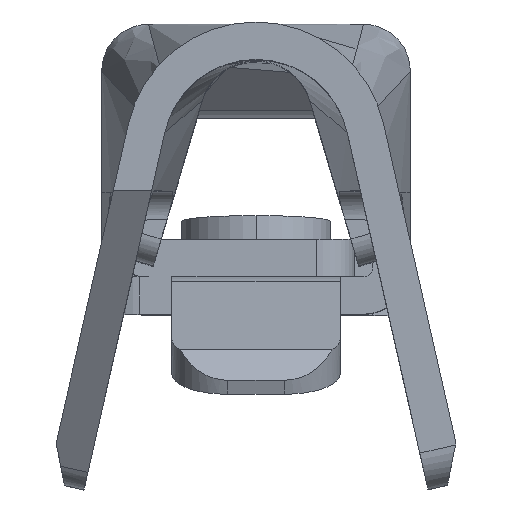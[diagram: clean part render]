
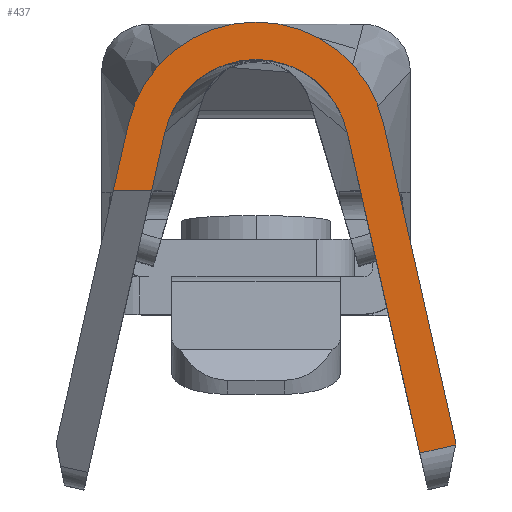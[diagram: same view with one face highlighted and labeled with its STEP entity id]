
A CAD part, top view. The second image highlights one B-rep face of the part: STEP entity #437.
In plain terms, the highlighted planar face has unit normal (0, 0, 1).
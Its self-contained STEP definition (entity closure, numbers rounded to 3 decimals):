
#36=CARTESIAN_POINT('',(-6.512,0.185,11.55));
#37=VERTEX_POINT('',#36);
#44=CARTESIAN_POINT('',(-7.488,0.185,11.55));
#45=VERTEX_POINT('',#44);
#46=CARTESIAN_POINT('',(-7.,0.075,11.55));
#47=DIRECTION('',(0.975,0.221,0.));
#48=DIRECTION('',(0.,0.,1.));
#49=AXIS2_PLACEMENT_3D('',#46,#48,#47);
#50=CIRCLE('',#49,0.5);
#51=EDGE_CURVE('',#37,#45,#50,.T.);
#78=CARTESIAN_POINT('',(-7.683,0.23,11.55));
#79=VERTEX_POINT('',#78);
#86=CARTESIAN_POINT('',(-6.317,0.23,11.55));
#87=VERTEX_POINT('',#86);
#88=CARTESIAN_POINT('',(-7.,0.075,11.55));
#89=DIRECTION('',(-0.975,0.221,0.));
#90=DIRECTION('',(0.,0.,-1.));
#91=AXIS2_PLACEMENT_3D('',#88,#90,#89);
#92=CIRCLE('',#91,0.7);
#93=EDGE_CURVE('',#79,#87,#92,.T.);
#155=CARTESIAN_POINT('',(-6.124,-1.53,11.55));
#156=VERTEX_POINT('',#155);
#164=CARTESIAN_POINT('',(-6.124,-1.53,11.55));
#165=DIRECTION('',(-0.221,0.975,0.));
#166=VECTOR('',#165,1.759);
#167=LINE('',#164,#166);
#168=EDGE_CURVE('',#156,#37,#167,.T.);
#210=CARTESIAN_POINT('',(-5.931,-1.476,11.55));
#211=VERTEX_POINT('',#210);
#212=CARTESIAN_POINT('',(-6.317,0.23,11.55));
#213=DIRECTION('',(0.221,-0.975,0.));
#214=VECTOR('',#213,1.748);
#215=LINE('',#212,#214);
#216=EDGE_CURVE('',#87,#211,#215,.T.);
#262=CARTESIAN_POINT('',(-5.934,-1.487,11.55));
#263=VERTEX_POINT('',#262);
#264=CARTESIAN_POINT('',(-5.931,-1.476,11.55));
#265=DIRECTION('',(-0.197,-0.98,0.));
#266=VECTOR('',#265,0.011);
#267=LINE('',#264,#266);
#268=EDGE_CURVE('',#211,#263,#267,.T.);
#326=CARTESIAN_POINT('',(-7.558,-0.125,11.55));
#327=VERTEX_POINT('',#326);
#328=CARTESIAN_POINT('',(-7.488,0.185,11.55));
#329=DIRECTION('',(-0.221,-0.975,0.));
#330=VECTOR('',#329,0.318);
#331=LINE('',#328,#330);
#332=EDGE_CURVE('',#45,#327,#331,.T.);
#404=CARTESIAN_POINT('',(-6.865,-0.475,11.55));
#405=DIRECTION('',(1.,0.,0.));
#406=DIRECTION('',(0.,0.,1.));
#407=AXIS2_PLACEMENT_3D('',#404,#406,#405);
#408=PLANE('',#407);
#409=ORIENTED_EDGE('',*,*,#51,.F.);
#410=ORIENTED_EDGE('',*,*,#168,.F.);
#411=CARTESIAN_POINT('',(-6.124,-1.53,11.55));
#412=DIRECTION('',(0.975,0.221,0.));
#413=VECTOR('',#412,0.195);
#414=LINE('',#411,#413);
#415=EDGE_CURVE('',#156,#263,#414,.T.);
#416=ORIENTED_EDGE('',*,*,#415,.T.);
#417=ORIENTED_EDGE('',*,*,#268,.F.);
#418=ORIENTED_EDGE('',*,*,#216,.F.);
#419=ORIENTED_EDGE('',*,*,#93,.F.);
#420=CARTESIAN_POINT('',(-7.763,-0.125,11.55));
#421=VERTEX_POINT('',#420);
#422=CARTESIAN_POINT('',(-7.683,0.23,11.55));
#423=DIRECTION('',(-0.221,-0.975,0.));
#424=VECTOR('',#423,0.363);
#425=LINE('',#422,#424);
#426=EDGE_CURVE('',#79,#421,#425,.T.);
#427=ORIENTED_EDGE('',*,*,#426,.T.);
#428=CARTESIAN_POINT('',(-7.763,-0.125,11.55));
#429=DIRECTION('',(1.,0.,0.));
#430=VECTOR('',#429,0.205);
#431=LINE('',#428,#430);
#432=EDGE_CURVE('',#421,#327,#431,.T.);
#433=ORIENTED_EDGE('',*,*,#432,.T.);
#434=ORIENTED_EDGE('',*,*,#332,.F.);
#435=EDGE_LOOP('',(#409,#410,#416,#417,#418,#419,#427,#433,#434));
#436=FACE_OUTER_BOUND('',#435,.T.);
#437=ADVANCED_FACE('',(#436),#408,.T.);
